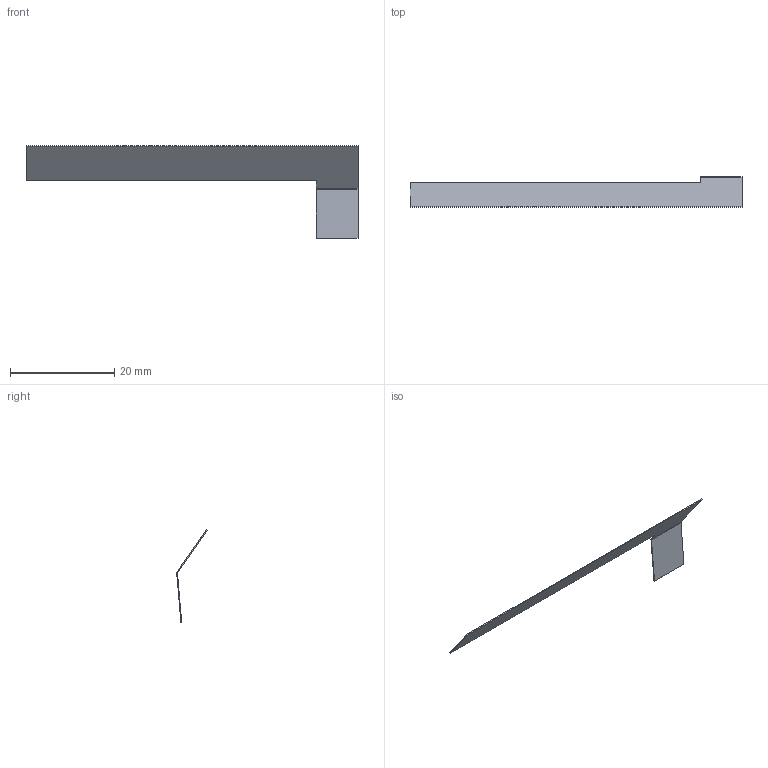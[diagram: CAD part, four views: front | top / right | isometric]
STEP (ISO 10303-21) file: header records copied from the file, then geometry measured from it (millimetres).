
FILE_DESCRIPTION (( 'STEP AP214' ), '1' );
FILE_NAME ('310-020729-REV-A.STEP', '2016-12-16T00:17:34', ( 'Aron Dahlgren' ), ( 'Synapse Product Development' ), 'SwSTEP 2.0', 'SolidWorks 2016', '' );
FILE_SCHEMA (( 'AUTOMOTIVE_DESIGN' ));
Length unit declared in the file: millimetre
Products named in the file (1): 310-020729-REV-A
Bounding box: 63.73 x 5.87 x 17.77 mm (x, y, z)
Volume: 90.3 mm3; surface area: 1229.5 mm2
Topology: 1 solids, 1 shells, 16 faces, 34 edges, 20 vertices
Faces by surface type: plane 14, cylinder 2
Entity records: 452 total; most frequent: DIRECTION 72, CARTESIAN_POINT 71, ORIENTED_EDGE 68, EDGE_CURVE 34, LINE 30, VECTOR 30, AXIS2_PLACEMENT_3D 21, VERTEX_POINT 20
